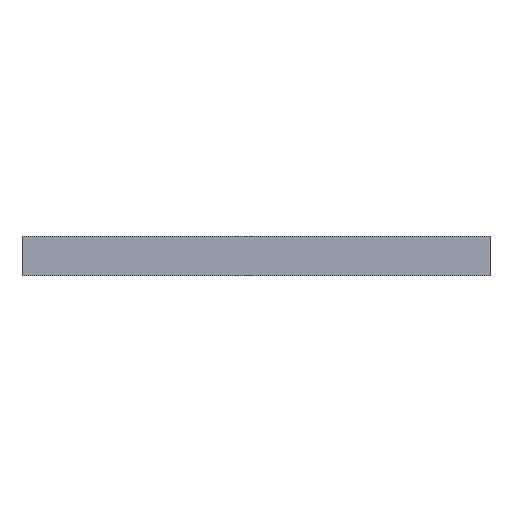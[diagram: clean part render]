
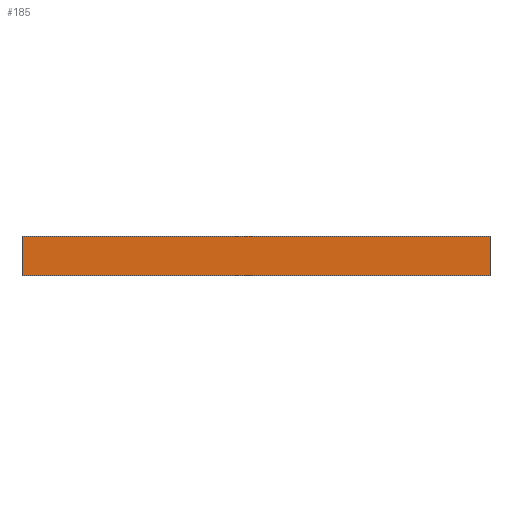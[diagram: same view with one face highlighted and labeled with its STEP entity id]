
A CAD part, left-side view. The second image highlights one B-rep face of the part: STEP entity #185.
In plain terms, the highlighted planar face has unit normal (-1, 0, 0).
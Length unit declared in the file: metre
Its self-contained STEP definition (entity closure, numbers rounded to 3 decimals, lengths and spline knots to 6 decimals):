
#24=ORIENTED_EDGE('',*,*,#70,.F.);
#25=ORIENTED_EDGE('',*,*,#71,.F.);
#26=ORIENTED_EDGE('',*,*,#72,.T.);
#27=ORIENTED_EDGE('',*,*,#73,.T.);
#70=EDGE_CURVE('',#92,#93,#110,.F.);
#71=EDGE_CURVE('',#94,#92,#111,.T.);
#72=EDGE_CURVE('',#94,#95,#112,.F.);
#73=EDGE_CURVE('',#95,#93,#113,.T.);
#92=VERTEX_POINT('',#285);
#93=VERTEX_POINT('',#286);
#94=VERTEX_POINT('',#288);
#95=VERTEX_POINT('',#290);
#110=LINE('',#284,#134);
#111=LINE('',#287,#135);
#112=LINE('',#289,#136);
#113=LINE('',#291,#137);
#134=VECTOR('',#235,1.);
#135=VECTOR('',#236,1.);
#136=VECTOR('',#237,1.);
#137=VECTOR('',#238,1.);
#151=EDGE_LOOP('',(#24,#25,#26,#27));
#163=FACE_BOUND('',#151,.T.);
#175=PLANE('',#208);
#185=ADVANCED_FACE('',(#163),#175,.T.);
#208=AXIS2_PLACEMENT_3D('',#283,#233,#234);
#233=DIRECTION('',(-1.,0.,0.));
#234=DIRECTION('',(0.,0.,1.));
#235=DIRECTION('',(0.,-1.,0.));
#236=DIRECTION('',(0.,0.,-1.));
#237=DIRECTION('',(0.,-1.,0.));
#238=DIRECTION('',(0.,0.,-1.));
#283=CARTESIAN_POINT('',(-1.834007,0.,0.293116));
#284=CARTESIAN_POINT('',(-1.834007,0.,-0.0127));
#285=CARTESIAN_POINT('',(-1.834007,-1.834007,-0.0127));
#286=CARTESIAN_POINT('',(-1.834007,1.834007,-0.0127));
#287=CARTESIAN_POINT('',(-1.834007,-1.834007,0.293116));
#288=CARTESIAN_POINT('',(-1.834007,-1.834007,0.293116));
#289=CARTESIAN_POINT('',(-1.834007,0.,0.293116));
#290=CARTESIAN_POINT('',(-1.834007,1.834007,0.293116));
#291=CARTESIAN_POINT('',(-1.834007,1.834007,0.293116));
